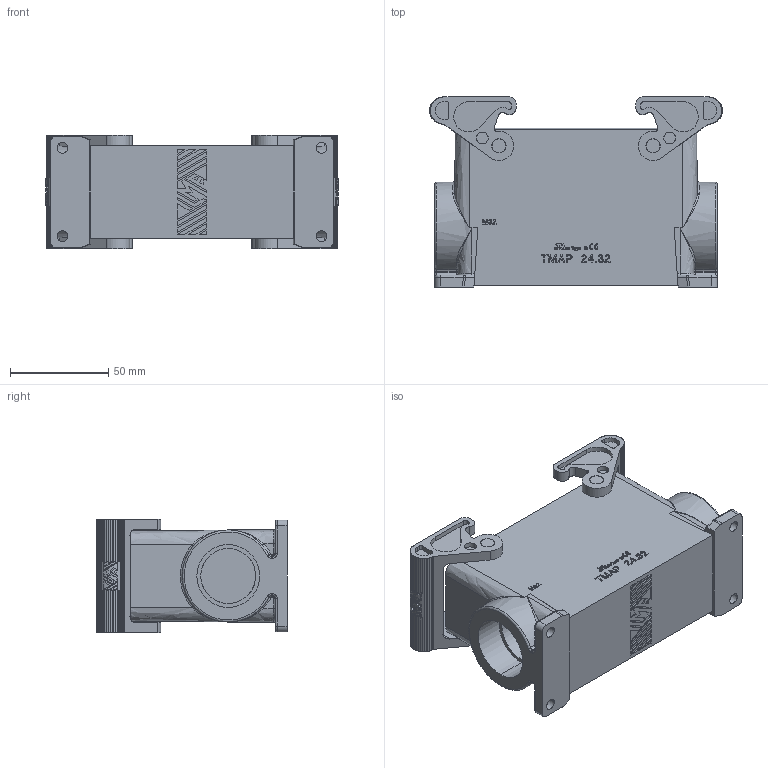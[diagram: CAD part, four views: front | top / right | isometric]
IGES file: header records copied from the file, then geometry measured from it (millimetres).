
Start section: Elysium IGES Interface
Global section: file name:TMAP 24.32.igs; native system: SolidDesigner 16.00A  16-Aug-2008; preprocessor: CoCreate IGES_3D V2.2; author: Unknown; organization: Unknown; date: 20090209.111207; units: millimetre
Bounding box: 149.1 x 96.9 x 58 mm (x, y, z)
Volume: 236333.4 mm3; surface area: 84720.3 mm2
Topology: 3 solids, 35 shells, 2366 faces, 6601 edges, 4352 vertices
Faces by surface type: bspline 2366
